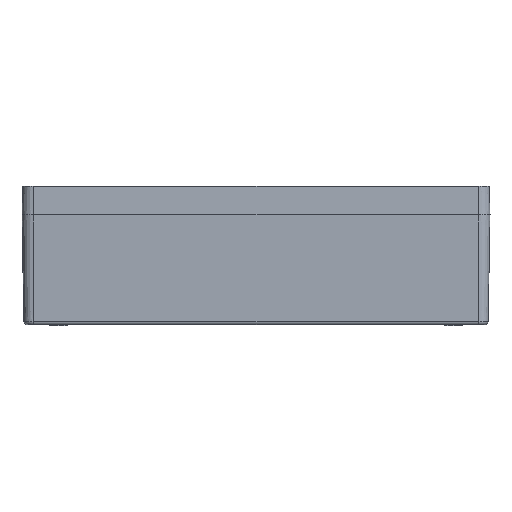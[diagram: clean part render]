
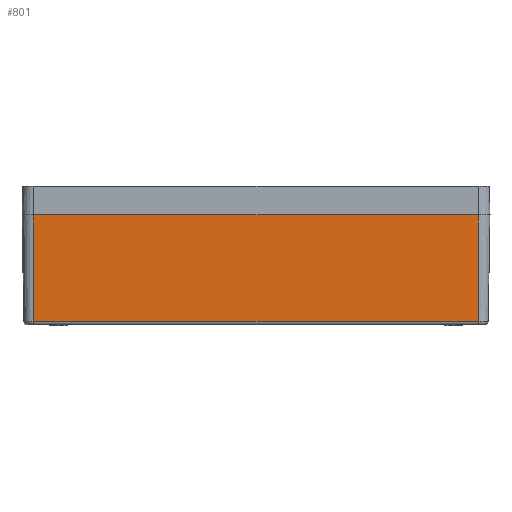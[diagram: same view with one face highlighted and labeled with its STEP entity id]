
A CAD part, left-side view. The second image highlights one B-rep face of the part: STEP entity #801.
In plain terms, the highlighted planar face has unit normal (-1, 0, -0.018).
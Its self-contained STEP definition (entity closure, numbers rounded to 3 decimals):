
#781=AXIS2_PLACEMENT_3D('Plane Axis2P3D',#778,#779,#780) ;
#247=CARTESIAN_POINT('Vertex',(0.,395.,96.)) ;
#250=CARTESIAN_POINT('Line Origine',(0.,202.5,96.)) ;
#254=CARTESIAN_POINT('Vertex',(0.,10.,96.)) ;
#759=CARTESIAN_POINT('Line Origine',(-8721.203,395.,499733.398)) ;
#763=CARTESIAN_POINT('Vertex',(1.607,395.,3.948)) ;
#778=CARTESIAN_POINT('Axis2P3D Location',(0.,202.5,96.)) ;
#783=CARTESIAN_POINT('Line Origine',(1.607,202.5,3.948)) ;
#787=CARTESIAN_POINT('Vertex',(1.607,10.,3.948)) ;
#790=CARTESIAN_POINT('Line Origine',(0.803,10.,49.974)) ;
#251=DIRECTION('Vector Direction',(0.,1.,0.)) ;
#760=DIRECTION('Vector Direction',(-0.017,0.,1.)) ;
#779=DIRECTION('Axis2P3D Direction',(1.,0.,0.017)) ;
#780=DIRECTION('Axis2P3D XDirection',(0.,1.,0.)) ;
#784=DIRECTION('Vector Direction',(0.,1.,0.)) ;
#791=DIRECTION('Vector Direction',(-0.017,0.,1.)) ;
#252=VECTOR('Line Direction',#251,1.) ;
#761=VECTOR('Line Direction',#760,1.) ;
#785=VECTOR('Line Direction',#784,1.) ;
#792=VECTOR('Line Direction',#791,1.) ;
#796=ORIENTED_EDGE('',*,*,#789,.F.) ;
#797=ORIENTED_EDGE('',*,*,#794,.F.) ;
#798=ORIENTED_EDGE('',*,*,#256,.F.) ;
#799=ORIENTED_EDGE('',*,*,#765,.T.) ;
#801=ADVANCED_FACE('Hauptk\X2\00F6\X0\rper',(#800),#782,.F.) ;
#256=EDGE_CURVE('',#248,#255,#253,.F.) ;
#765=EDGE_CURVE('',#248,#764,#762,.F.) ;
#789=EDGE_CURVE('',#788,#764,#786,.T.) ;
#794=EDGE_CURVE('',#255,#788,#793,.F.) ;
#795=EDGE_LOOP('',(#796,#797,#798,#799)) ;
#800=FACE_OUTER_BOUND('',#795,.T.) ;
#253=LINE('Line',#250,#252) ;
#762=LINE('Line',#759,#761) ;
#786=LINE('Line',#783,#785) ;
#793=LINE('Line',#790,#792) ;
#782=PLANE('',#781) ;
#248=VERTEX_POINT('',#247) ;
#255=VERTEX_POINT('',#254) ;
#764=VERTEX_POINT('',#763) ;
#788=VERTEX_POINT('',#787) ;
